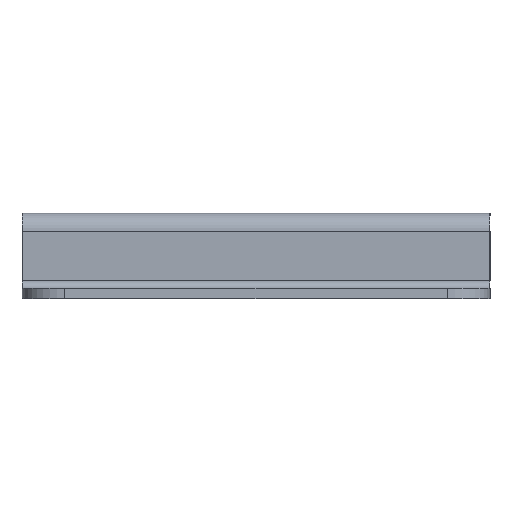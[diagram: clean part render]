
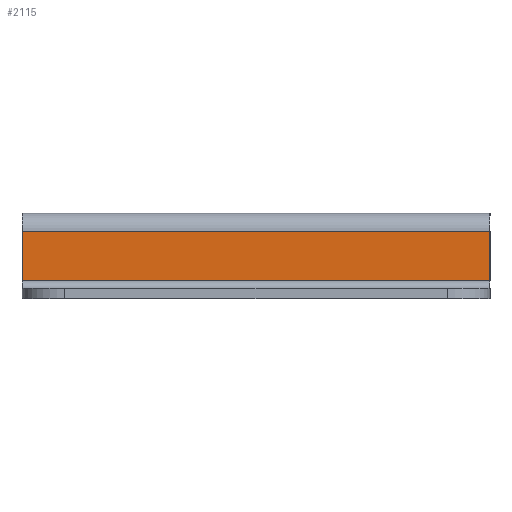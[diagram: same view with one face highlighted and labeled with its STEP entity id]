
A CAD part, front view. The second image highlights one B-rep face of the part: STEP entity #2115.
In plain terms, the highlighted planar face has unit normal (0, -1, 0).
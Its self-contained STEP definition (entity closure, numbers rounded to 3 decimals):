
#102 = CARTESIAN_POINT ( 'NONE',  ( 109.5, -105., -3.5 ) ) ;
#118 = PLANE ( 'NONE',  #1559 ) ;
#155 = DIRECTION ( 'NONE',  ( 0., 0., 1. ) ) ;
#162 = EDGE_CURVE ( 'NONE', #974, #1341, #1331, .T. ) ;
#189 = DIRECTION ( 'NONE',  ( -1., 0., 0. ) ) ;
#251 = VECTOR ( 'NONE', #189, 1000. ) ;
#263 = ORIENTED_EDGE ( 'NONE', *, *, #879, .T. ) ;
#293 = VECTOR ( 'NONE', #902, 1000. ) ;
#320 = CARTESIAN_POINT ( 'NONE',  ( 109.5, -105., -3.5 ) ) ;
#482 = DIRECTION ( 'NONE',  ( 0., 1., 0. ) ) ;
#605 = VERTEX_POINT ( 'NONE', #1339 ) ;
#609 = ORIENTED_EDGE ( 'NONE', *, *, #162, .T. ) ;
#633 = VERTEX_POINT ( 'NONE', #102 ) ;
#711 = CARTESIAN_POINT ( 'NONE',  ( 109.5, -105., 0. ) ) ;
#879 = EDGE_CURVE ( 'NONE', #633, #974, #2049, .T. ) ;
#902 = DIRECTION ( 'NONE',  ( 1., 0., 0. ) ) ;
#911 = ORIENTED_EDGE ( 'NONE', *, *, #1395, .T. ) ;
#974 = VERTEX_POINT ( 'NONE', #1705 ) ;
#987 = DIRECTION ( 'NONE',  ( 0., 0., -1. ) ) ;
#1108 = ORIENTED_EDGE ( 'NONE', *, *, #1215, .F. ) ;
#1159 = EDGE_LOOP ( 'NONE', ( #609, #911, #1108, #263 ) ) ;
#1215 = EDGE_CURVE ( 'NONE', #633, #605, #1541, .T. ) ;
#1295 = LINE ( 'NONE', #1976, #293 ) ;
#1331 = LINE ( 'NONE', #1878, #2008 ) ;
#1339 = CARTESIAN_POINT ( 'NONE',  ( 109.5, -105., -26.5 ) ) ;
#1341 = VERTEX_POINT ( 'NONE', #1459 ) ;
#1395 = EDGE_CURVE ( 'NONE', #1341, #605, #1295, .T. ) ;
#1459 = CARTESIAN_POINT ( 'NONE',  ( -109.5, -105., -26.5 ) ) ;
#1541 = LINE ( 'NONE', #2106, #1892 ) ;
#1559 = AXIS2_PLACEMENT_3D ( 'NONE', #711, #482, #155 ) ;
#1705 = CARTESIAN_POINT ( 'NONE',  ( -109.5, -105., -3.5 ) ) ;
#1765 = DIRECTION ( 'NONE',  ( 0., 0., -1. ) ) ;
#1854 = FACE_OUTER_BOUND ( 'NONE', #1159, .T. ) ;
#1878 = CARTESIAN_POINT ( 'NONE',  ( -109.5, -105., 0. ) ) ;
#1892 = VECTOR ( 'NONE', #1765, 1000. ) ;
#1976 = CARTESIAN_POINT ( 'NONE',  ( -109.5, -105., -26.5 ) ) ;
#2008 = VECTOR ( 'NONE', #987, 1000. ) ;
#2049 = LINE ( 'NONE', #320, #251 ) ;
#2106 = CARTESIAN_POINT ( 'NONE',  ( 109.5, -105., 0. ) ) ;
#2115 = ADVANCED_FACE ( 'NONE', ( #1854 ), #118, .F. ) ;
